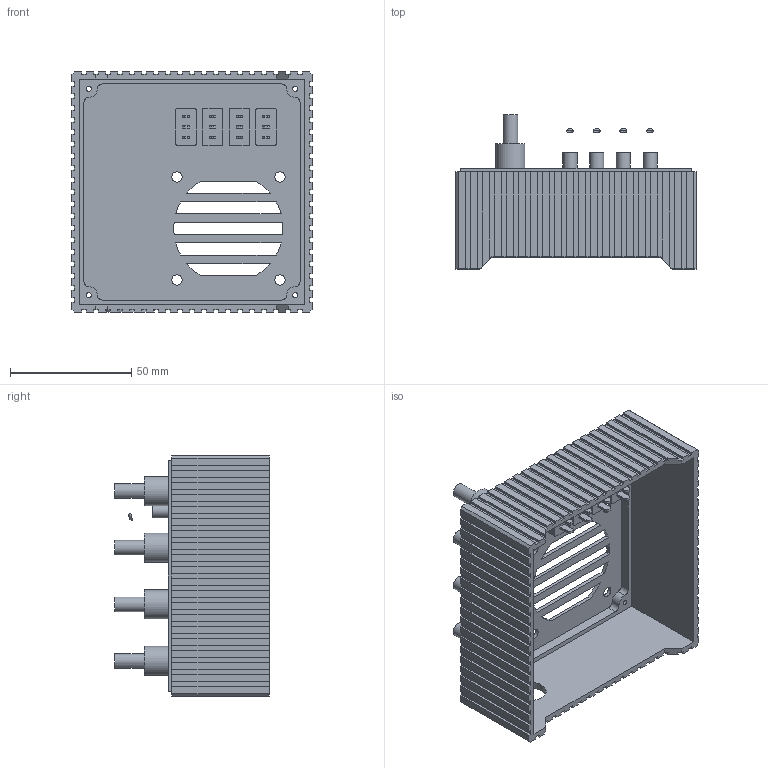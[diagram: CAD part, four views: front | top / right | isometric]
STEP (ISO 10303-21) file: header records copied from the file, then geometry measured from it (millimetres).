
FILE_DESCRIPTION(/* description */ (''),/* implementation_level */ '2;1');
FILE_NAME(/* name */ 'SOUNDFORGE v2.step',/* time_stamp */ '2024-07-15T15:58:57+05:30',/* author */ (''),/* organization */ (''),/* preprocessor_version */ 'ST-DEVELOPER v20',/* originating_system */ 'Autodesk Translation Framework v13.14.0.145',/* authorisation */ '');
FILE_SCHEMA (('AUTOMOTIVE_DESIGN { 1 0 10303 214 3 1 1 }'));
Length unit declared in the file: millimetre
Products named in the file (4): SOUNDFORGE; SW; MAIN PCB; Component3
Assembly tree (3 placements, depth 2):
  SOUNDFORGE
    SW
    MAIN PCB
    Component3
Bounding box: 99 x 63.5 x 99 mm (x, y, z)
Volume: 66541 mm3; surface area: 63696.4 mm2
Topology: 10 solids, 10 shells, 571 faces, 1569 edges, 1046 vertices
Faces by surface type: plane 463, cylinder 100, cone 4, bspline 4
Full cylindrical faces by diameter (mm): 2 x4, 3 x4, 4.3 x4, 5.8 x4, 6 x4, 8 x4, 12 x4, 13 x1
Entity records: 18316 total; most frequent: CARTESIAN_POINT 3369, ORIENTED_EDGE 3138, DIRECTION 2937, EDGE_CURVE 1569, LINE 1349, VECTOR 1349, VERTEX_POINT 1046, AXIS2_PLACEMENT_3D 794
